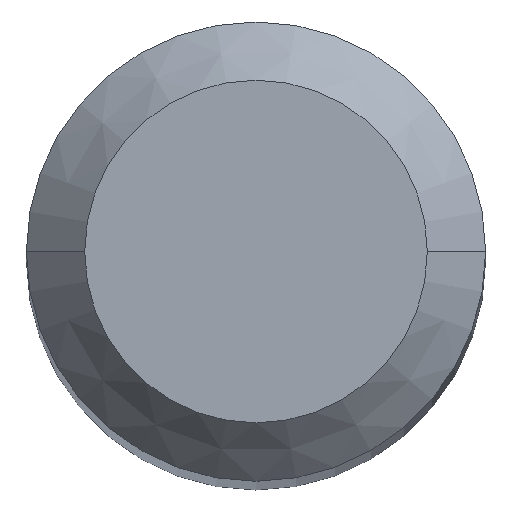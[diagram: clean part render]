
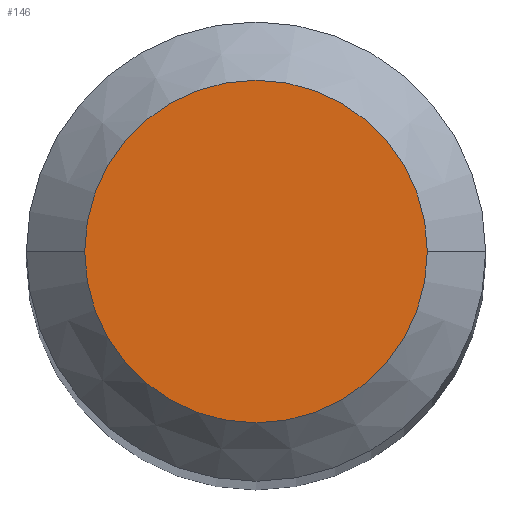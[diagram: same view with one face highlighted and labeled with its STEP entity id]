
A CAD part, top view. The second image highlights one B-rep face of the part: STEP entity #146.
In plain terms, the highlighted planar face has unit normal (0, 0, 1).
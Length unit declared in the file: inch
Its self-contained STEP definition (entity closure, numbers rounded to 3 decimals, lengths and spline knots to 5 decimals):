
#55 = EDGE_CURVE ( 'NONE', #103, #127, #431, .T. ) ;
#85 = DIRECTION ( 'NONE',  ( 0., 0., -1. ) ) ;
#90 = DIRECTION ( 'NONE',  ( 0., 0., 1. ) ) ;
#92 = ORIENTED_EDGE ( 'NONE', *, *, #55, .T. ) ;
#103 = VERTEX_POINT ( 'NONE', #288 ) ;
#122 = CARTESIAN_POINT ( 'NONE',  ( 0., 0., 0. ) ) ;
#127 = VERTEX_POINT ( 'NONE', #176 ) ;
#128 = CARTESIAN_POINT ( 'NONE',  ( 0., 0., 0. ) ) ;
#129 = AXIS2_PLACEMENT_3D ( 'NONE', #387, #85, #399 ) ;
#146 = ADVANCED_FACE ( 'NONE', ( #313 ), #322, .F. ) ;
#169 = ORIENTED_EDGE ( 'NONE', *, *, #257, .T. ) ;
#176 = CARTESIAN_POINT ( 'NONE',  ( -0.04405, 0., 0. ) ) ;
#217 = CIRCLE ( 'NONE', #423, 0.04405 ) ;
#220 = DIRECTION ( 'NONE',  ( 1., 0., 0. ) ) ;
#253 = DIRECTION ( 'NONE',  ( 0., 0., 1. ) ) ;
#257 = EDGE_CURVE ( 'NONE', #127, #103, #217, .T. ) ;
#288 = CARTESIAN_POINT ( 'NONE',  ( 0.04405, 0., 0. ) ) ;
#313 = FACE_OUTER_BOUND ( 'NONE', #336, .T. ) ;
#322 = PLANE ( 'NONE',  #129 ) ;
#336 = EDGE_LOOP ( 'NONE', ( #169, #92 ) ) ;
#387 = CARTESIAN_POINT ( 'NONE',  ( 0., 0.04405, 0. ) ) ;
#390 = AXIS2_PLACEMENT_3D ( 'NONE', #122, #253, #393 ) ;
#393 = DIRECTION ( 'NONE',  ( 1., 0., 0. ) ) ;
#399 = DIRECTION ( 'NONE',  ( -1., 0., 0. ) ) ;
#423 = AXIS2_PLACEMENT_3D ( 'NONE', #128, #90, #220 ) ;
#431 = CIRCLE ( 'NONE', #390, 0.04405 ) ;
